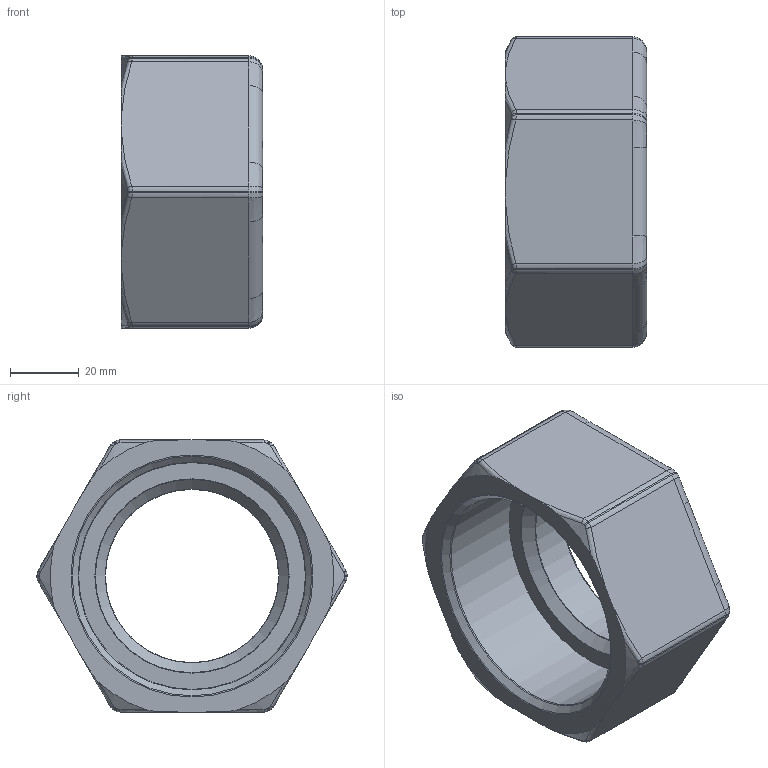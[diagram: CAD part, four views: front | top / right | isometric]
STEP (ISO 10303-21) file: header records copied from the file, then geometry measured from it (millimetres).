
FILE_DESCRIPTION(/* description */ (''),/* implementation_level */ '2;1');
FILE_NAME(/* name */ 'X-M50.stp',/* time_stamp */ '2025-01-15T15:57:33+01:00',/* author */ (''),/* organization */ (''),/* preprocessor_version */ 'ST-DEVELOPER v16',/* originating_system */ 'SIEMENS PLM Software NX 10.0',/* authorisation */ '');
FILE_SCHEMA (('AP203_CONFIGURATION_CONTROLLED_3D_DESIGN_OF_MECHANICAL_PARTS_AND_ASSEMBLIES_MIM_LF { 1 0 10303 403 2 1 2}'));
Length unit declared in the file: millimetre
Products named in the file (1): nwer36809CEC4pxn
Bounding box: 41 x 90.06 x 79 mm (x, y, z)
Volume: 100569.2 mm3; surface area: 24566.8 mm2
Topology: 1 solids, 1 shells, 299 faces, 769 edges, 491 vertices
Faces by surface type: plane 156, bspline 74, cylinder 26, torus 26, cone 17
Full cylindrical faces by diameter (mm): 50.26 x1, 65.83 x1
Entity records: 10979 total; most frequent: CARTESIAN_POINT 4293, ORIENTED_EDGE 1504, DIRECTION 1127, EDGE_CURVE 752, VERTEX_POINT 485, LINE 449, VECTOR 449, AXIS2_PLACEMENT_3D 339
